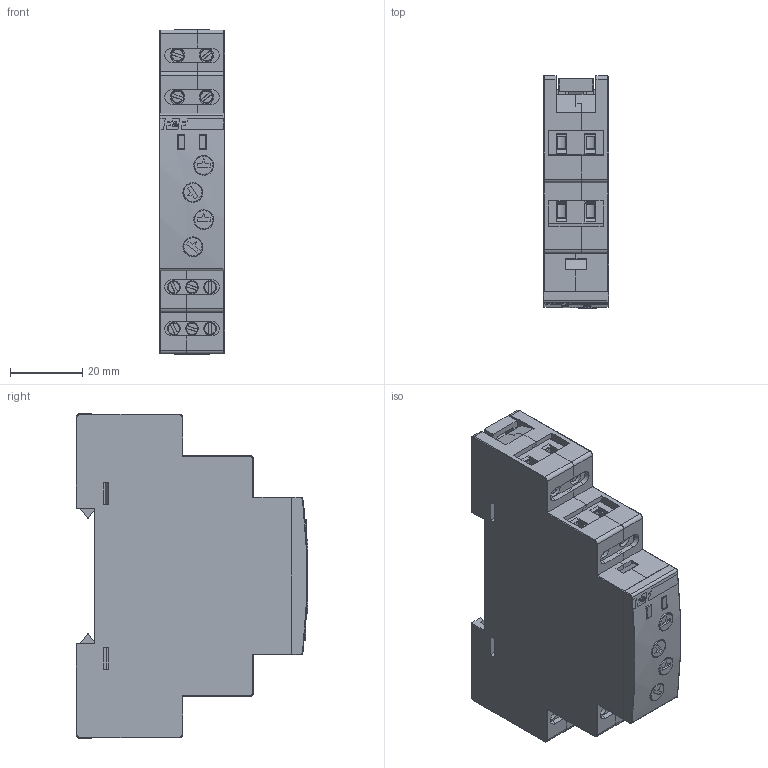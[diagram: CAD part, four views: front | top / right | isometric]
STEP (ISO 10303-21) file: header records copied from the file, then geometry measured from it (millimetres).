
FILE_DESCRIPTION(('STEP AP242'), '1');
FILE_NAME('CKF-318-1 ñáîðêà', '', ('UNSPECIFIED'), ('UNSPECIFIED'), 'C3D Converter', 'C3D Toolkit', '');
FILE_SCHEMA(('AP242_MANAGED_MODEL_BASED_3D_ENGINEERING_MIM_LF { 1 0 10303 442 1 1 4 }'));
Length unit declared in the file: millimetre
Assembly tree (21 placements, depth 3):
  (unnamed)
    (unnamed)  x2
    (unnamed)  x2
      (unnamed)
    (unnamed)  x2
      (unnamed)
    (unnamed)
      (unnamed)
    (unnamed)  x4
    (unnamed)
    (unnamed)
    (unnamed)  x2
Bounding box: 18.02 x 64 x 90 mm (x, y, z)
Volume: 28520.1 mm3; surface area: 38050.4 mm2
Topology: 39 solids, 39 shells, 1265 faces, 3280 edges, 2118 vertices
Faces by surface type: plane 961, cylinder 122, extrusion 108, cone 44, torus 22, sphere 8
Full cylindrical faces by diameter (mm): 2 x10, 3.5 x6, 4 x4, 5.5 x4, 6.5 x4
Entity records: 24608 total; most frequent: CARTESIAN_POINT 5123, ORIENTED_EDGE 3660, DIRECTION 3108, EDGE_CURVE 1830, VECTOR 1506, LINE 1398, VERTEX_POINT 1203, AXIS2_PLACEMENT_3D 801
